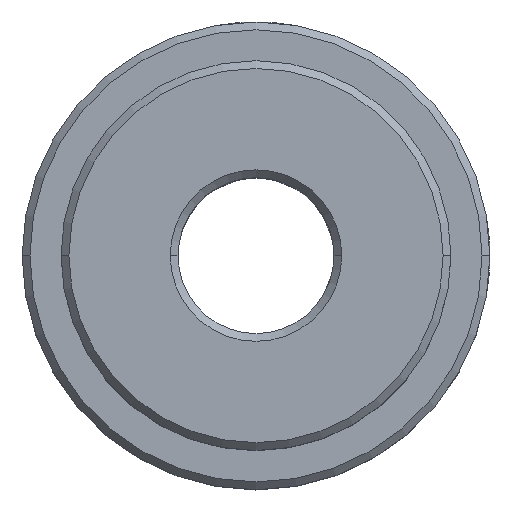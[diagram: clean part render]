
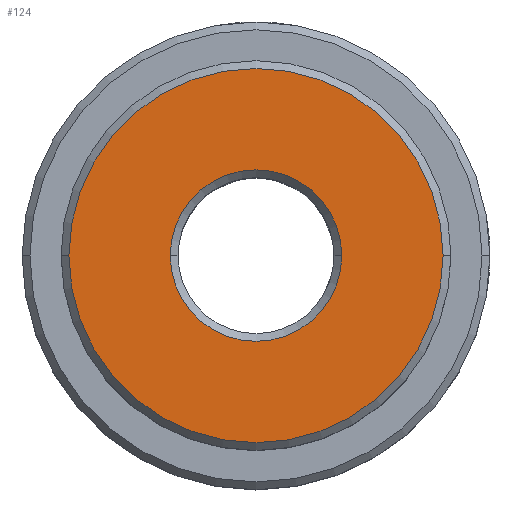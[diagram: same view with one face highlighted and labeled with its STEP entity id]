
A CAD part, top view. The second image highlights one B-rep face of the part: STEP entity #124.
In plain terms, the highlighted planar face has unit normal (0, 0, 1).
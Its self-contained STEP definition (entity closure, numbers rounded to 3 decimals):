
#112 = ORIENTED_EDGE ( 'NONE', *, *, #165, .T. ) ;
#122 = ORIENTED_EDGE ( 'NONE', *, *, #304, .T. ) ;
#123 = EDGE_LOOP ( 'NONE', ( #122, #167 ) ) ;
#124 = ADVANCED_FACE ( 'NONE', ( #416, #411 ), #525, .T. ) ;
#130 = EDGE_LOOP ( 'NONE', ( #112, #169 ) ) ;
#165 = EDGE_CURVE ( 'NONE', #300, #299, #647, .T. ) ;
#167 = ORIENTED_EDGE ( 'NONE', *, *, #168, .T. ) ;
#168 = EDGE_CURVE ( 'NONE', #315, #197, #657, .T. ) ;
#169 = ORIENTED_EDGE ( 'NONE', *, *, #201, .T. ) ;
#197 = VERTEX_POINT ( 'NONE', #669 ) ;
#201 = EDGE_CURVE ( 'NONE', #299, #300, #692, .T. ) ;
#299 = VERTEX_POINT ( 'NONE', #805 ) ;
#300 = VERTEX_POINT ( 'NONE', #753 ) ;
#304 = EDGE_CURVE ( 'NONE', #197, #315, #783, .T. ) ;
#315 = VERTEX_POINT ( 'NONE', #833 ) ;
#401 = CARTESIAN_POINT ( 'NONE',  ( 0., 12.5, 0. ) ) ;
#411 = FACE_BOUND ( 'NONE', #123, .T. ) ;
#416 = FACE_OUTER_BOUND ( 'NONE', #130, .T. ) ;
#502 = AXIS2_PLACEMENT_3D ( 'NONE', #401, #551, #550 ) ;
#525 = PLANE ( 'NONE',  #502 ) ;
#550 = DIRECTION ( 'NONE',  ( 1., 0., 0. ) ) ;
#551 = DIRECTION ( 'NONE',  ( 0., 0., 1. ) ) ;
#584 = DIRECTION ( 'NONE',  ( 1., 0., 0. ) ) ;
#585 = DIRECTION ( 'NONE',  ( 0., 0., 1. ) ) ;
#586 = CARTESIAN_POINT ( 'NONE',  ( 0., 0., 0. ) ) ;
#587 = AXIS2_PLACEMENT_3D ( 'NONE', #586, #585, #584 ) ;
#591 = AXIS2_PLACEMENT_3D ( 'NONE', #624, #623, #622 ) ;
#622 = DIRECTION ( 'NONE',  ( 1., 0., 0. ) ) ;
#623 = DIRECTION ( 'NONE',  ( 0., 0., -1. ) ) ;
#624 = CARTESIAN_POINT ( 'NONE',  ( 0., 0., 0. ) ) ;
#647 = CIRCLE ( 'NONE', #587, 12. ) ;
#657 = CIRCLE ( 'NONE', #591, 5.5 ) ;
#661 = AXIS2_PLACEMENT_3D ( 'NONE', #667, #718, #717 ) ;
#667 = CARTESIAN_POINT ( 'NONE',  ( 0., 0., 0. ) ) ;
#669 = CARTESIAN_POINT ( 'NONE',  ( 5.5, 0., 0. ) ) ;
#692 = CIRCLE ( 'NONE', #661, 12. ) ;
#717 = DIRECTION ( 'NONE',  ( 1., 0., 0. ) ) ;
#718 = DIRECTION ( 'NONE',  ( 0., 0., 1. ) ) ;
#752 = AXIS2_PLACEMENT_3D ( 'NONE', #782, #781, #780 ) ;
#753 = CARTESIAN_POINT ( 'NONE',  ( -12., 0., 0. ) ) ;
#780 = DIRECTION ( 'NONE',  ( 1., 0., 0. ) ) ;
#781 = DIRECTION ( 'NONE',  ( 0., 0., -1. ) ) ;
#782 = CARTESIAN_POINT ( 'NONE',  ( 0., 0., 0. ) ) ;
#783 = CIRCLE ( 'NONE', #752, 5.5 ) ;
#805 = CARTESIAN_POINT ( 'NONE',  ( 12., 0., 0. ) ) ;
#833 = CARTESIAN_POINT ( 'NONE',  ( -5.5, 0., 0. ) ) ;
